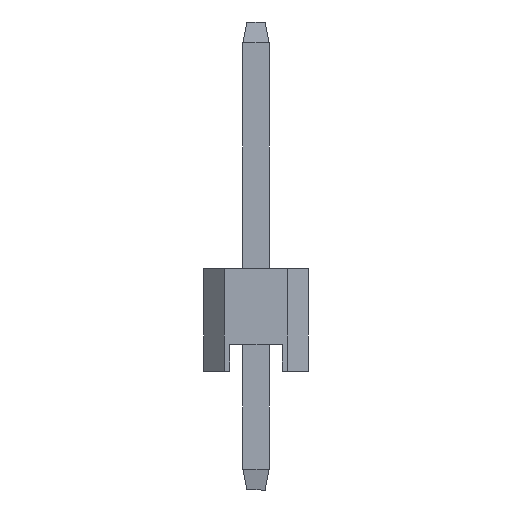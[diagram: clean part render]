
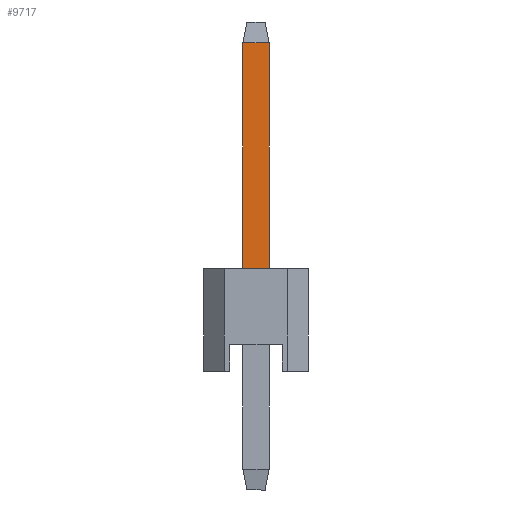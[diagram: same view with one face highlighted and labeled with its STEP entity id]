
A CAD part, left-side view. The second image highlights one B-rep face of the part: STEP entity #9717.
In plain terms, the highlighted planar face has unit normal (1, 0, 0).
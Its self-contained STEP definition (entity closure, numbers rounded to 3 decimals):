
#328 = VERTEX_POINT ( 'NONE', #8208 ) ;
#343 = DIRECTION ( 'NONE',  ( 1., 0., 0. ) ) ;
#374 = AXIS2_PLACEMENT_3D ( 'NONE', #7694, #343, #8944 ) ;
#567 = EDGE_CURVE ( 'NONE', #328, #1508, #12581, .T. ) ;
#1208 = LINE ( 'NONE', #12770, #6950 ) ;
#1277 = CARTESIAN_POINT ( 'NONE',  ( -14.29, 0.325, 8.005 ) ) ;
#1433 = FACE_OUTER_BOUND ( 'NONE', #12704, .T. ) ;
#1498 = PLANE ( 'NONE',  #374 ) ;
#1508 = VERTEX_POINT ( 'NONE', #7122 ) ;
#1858 = DIRECTION ( 'NONE',  ( 0., 0., 1. ) ) ;
#2159 = VECTOR ( 'NONE', #15286, 1000. ) ;
#2603 = ORIENTED_EDGE ( 'NONE', *, *, #567, .F. ) ;
#2614 = CARTESIAN_POINT ( 'NONE',  ( -14.29, 0.325, 2.505 ) ) ;
#2845 = DIRECTION ( 'NONE',  ( 0., 1., 0. ) ) ;
#3292 = EDGE_CURVE ( 'NONE', #328, #10170, #5416, .T. ) ;
#3501 = EDGE_CURVE ( 'NONE', #7960, #1508, #13159, .T. ) ;
#5416 = LINE ( 'NONE', #1277, #2159 ) ;
#6056 = DIRECTION ( 'NONE',  ( 0., 0., -1. ) ) ;
#6146 = VECTOR ( 'NONE', #6056, 1000. ) ;
#6287 = CARTESIAN_POINT ( 'NONE',  ( -14.29, 0.325, 8.505 ) ) ;
#6310 = CARTESIAN_POINT ( 'NONE',  ( -14.29, -0.315, 2.505 ) ) ;
#6950 = VECTOR ( 'NONE', #1858, 1000. ) ;
#7122 = CARTESIAN_POINT ( 'NONE',  ( -14.29, 0.325, 2.505 ) ) ;
#7694 = CARTESIAN_POINT ( 'NONE',  ( -14.29, 0.325, 8.505 ) ) ;
#7774 = ORIENTED_EDGE ( 'NONE', *, *, #3292, .T. ) ;
#7960 = VERTEX_POINT ( 'NONE', #6310 ) ;
#8208 = CARTESIAN_POINT ( 'NONE',  ( -14.29, 0.325, 8.005 ) ) ;
#8317 = ORIENTED_EDGE ( 'NONE', *, *, #3501, .T. ) ;
#8944 = DIRECTION ( 'NONE',  ( 0., 1., 0. ) ) ;
#9717 = ADVANCED_FACE ( 'NONE', ( #1433 ), #1498, .T. ) ;
#10170 = VERTEX_POINT ( 'NONE', #12251 ) ;
#11278 = ORIENTED_EDGE ( 'NONE', *, *, #11488, .F. ) ;
#11488 = EDGE_CURVE ( 'NONE', #7960, #10170, #1208, .T. ) ;
#12251 = CARTESIAN_POINT ( 'NONE',  ( -14.29, -0.315, 8.005 ) ) ;
#12581 = LINE ( 'NONE', #6287, #6146 ) ;
#12704 = EDGE_LOOP ( 'NONE', ( #7774, #11278, #8317, #2603 ) ) ;
#12770 = CARTESIAN_POINT ( 'NONE',  ( -14.29, -0.315, 8.505 ) ) ;
#12793 = VECTOR ( 'NONE', #2845, 1000. ) ;
#13159 = LINE ( 'NONE', #2614, #12793 ) ;
#15286 = DIRECTION ( 'NONE',  ( 0., -1., 0. ) ) ;
